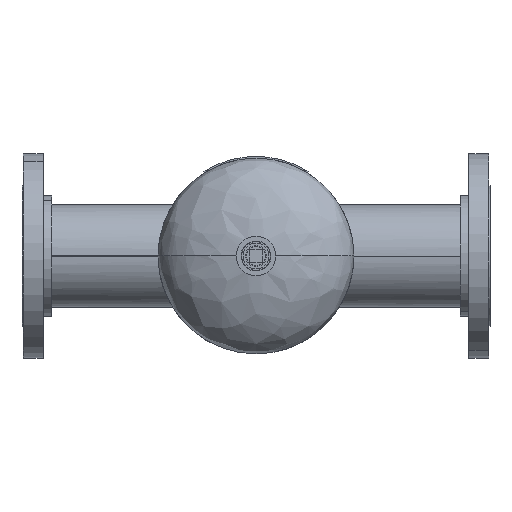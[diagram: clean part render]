
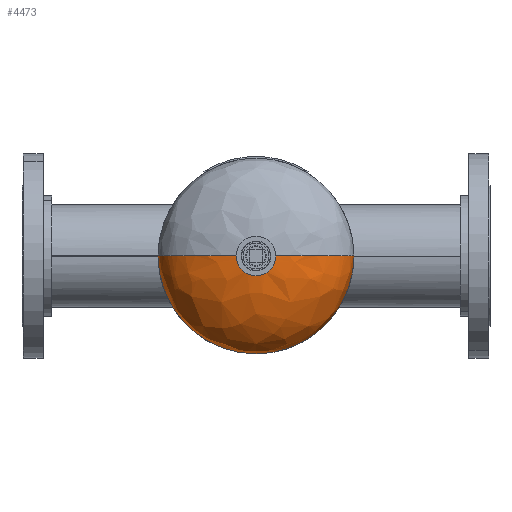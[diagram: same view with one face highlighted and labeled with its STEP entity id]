
A CAD part, front view. The second image highlights one B-rep face of the part: STEP entity #4473.
In plain terms, the highlighted free-form (B-spline) face has degree [3, 3] with [4, 4] control points.
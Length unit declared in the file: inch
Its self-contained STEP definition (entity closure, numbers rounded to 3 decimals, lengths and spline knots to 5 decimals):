
#1 = CARTESIAN_POINT ( 'NONE',  ( 0.75, 3.96469, 0. ) ) ;
#12 = CARTESIAN_POINT ( 'NONE',  ( 0., 3.96469, -0.75 ) ) ;
#245 = CARTESIAN_POINT ( 'NONE',  ( -0.75, 3.96469, 0. ) ) ;
#384 = AXIS2_PLACEMENT_3D ( 'NONE', #6857, #3829, #5684 ) ;
#418 = CARTESIAN_POINT ( 'NONE',  ( 4.3125, 2.85898, 0. ) ) ;
#848 = ORIENTED_EDGE ( 'NONE', *, *, #998, .F. ) ;
#891 =( BOUNDED_CURVE ( )  B_SPLINE_CURVE ( 3, ( #2652, #4458, #6995, #3772 ),
 .UNSPECIFIED., .F., .F. ) 
 B_SPLINE_CURVE_WITH_KNOTS ( ( 4, 4 ),
 ( 0., 1.39599 ),
 .UNSPECIFIED. ) 
 CURVE ( )  GEOMETRIC_REPRESENTATION_ITEM ( )  RATIONAL_B_SPLINE_CURVE ( ( 1., 0.844, 0.844, 1. ) ) 
 REPRESENTATION_ITEM ( '' )  );
#917 = ORIENTED_EDGE ( 'NONE', *, *, #1694, .F. ) ;
#967 = ORIENTED_EDGE ( 'NONE', *, *, #7559, .T. ) ;
#998 = EDGE_CURVE ( 'NONE', #4887, #3169, #7687, .T. ) ;
#1551 = CARTESIAN_POINT ( 'NONE',  ( 0.75, 3.96469, 0. ) ) ;
#1602 = EDGE_LOOP ( 'NONE', ( #4239, #967, #848, #917, #4879 ) ) ;
#1694 = EDGE_CURVE ( 'NONE', #6632, #4887, #4182, .T. ) ;
#1848 = CARTESIAN_POINT ( 'NONE',  ( 2.90565, 3.76013, 0. ) ) ;
#1932 = DIRECTION ( 'NONE',  ( 1., 0., 0. ) ) ;
#1942 = AXIS2_PLACEMENT_3D ( 'NONE', #4956, #7500, #1932 ) ;
#2118 = CARTESIAN_POINT ( 'NONE',  ( -2.90565, 3.76013, 0. ) ) ;
#2146 = AXIS2_PLACEMENT_3D ( 'NONE', #4003, #4607, #2804 ) ;
#2156 = CARTESIAN_POINT ( 'NONE',  ( 4.3125, 1.68275, 0. ) ) ;
#2652 = CARTESIAN_POINT ( 'NONE',  ( -4.3125, 1.68275, 0. ) ) ;
#2804 = DIRECTION ( 'NONE',  ( 1., 0., 0. ) ) ;
#2863 = EDGE_CURVE ( 'NONE', #7042, #6632, #6218, .T. ) ;
#3169 = VERTEX_POINT ( 'NONE', #4709 ) ;
#3402 = CARTESIAN_POINT ( 'NONE',  ( 4.3125, 1.68275, -8.625 ) ) ;
#3772 = CARTESIAN_POINT ( 'NONE',  ( -0.75, 3.96469, 0. ) ) ;
#3829 = DIRECTION ( 'NONE',  ( 0., 1., 0. ) ) ;
#4003 = CARTESIAN_POINT ( 'NONE',  ( 0., 1.68275, 0. ) ) ;
#4182 = CIRCLE ( 'NONE', #1942, 0.75 ) ;
#4239 = ORIENTED_EDGE ( 'NONE', *, *, #4410, .F. ) ;
#4309 = CARTESIAN_POINT ( 'NONE',  ( 4.3125, 1.68275, 0. ) ) ;
#4410 = EDGE_CURVE ( 'NONE', #6613, #7042, #5664, .T. ) ;
#4458 = CARTESIAN_POINT ( 'NONE',  ( -4.3125, 2.85898, 0. ) ) ;
#4473 = ADVANCED_FACE ( 'NONE', ( #5220 ), #7846, .T. ) ;
#4607 = DIRECTION ( 'NONE',  ( 0., -1., 0. ) ) ;
#4620 = CARTESIAN_POINT ( 'NONE',  ( -2.90565, 3.76013, -5.81131 ) ) ;
#4662 = CARTESIAN_POINT ( 'NONE',  ( 4.3125, 2.85898, -8.625 ) ) ;
#4709 = CARTESIAN_POINT ( 'NONE',  ( -0.75, 3.96469, 0. ) ) ;
#4879 = ORIENTED_EDGE ( 'NONE', *, *, #2863, .F. ) ;
#4887 = VERTEX_POINT ( 'NONE', #12 ) ;
#4956 = CARTESIAN_POINT ( 'NONE',  ( 0., 3.96469, 0. ) ) ;
#5220 = FACE_OUTER_BOUND ( 'NONE', #1602, .T. ) ;
#5664 = CIRCLE ( 'NONE', #2146, 4.3125 ) ;
#5684 = DIRECTION ( 'NONE',  ( 1., 0., 0. ) ) ;
#5919 = CARTESIAN_POINT ( 'NONE',  ( -4.3125, 1.68275, 0. ) ) ;
#5945 = CARTESIAN_POINT ( 'NONE',  ( 0.75, 3.96469, 0. ) ) ;
#6218 =( BOUNDED_CURVE ( )  B_SPLINE_CURVE ( 3, ( #4309, #6805, #1848, #1 ),
 .UNSPECIFIED., .F., .F. ) 
 B_SPLINE_CURVE_WITH_KNOTS ( ( 4, 4 ),
 ( 0., 1.39599 ),
 .UNSPECIFIED. ) 
 CURVE ( )  GEOMETRIC_REPRESENTATION_ITEM ( )  RATIONAL_B_SPLINE_CURVE ( ( 1., 0.844, 0.844, 1. ) ) 
 REPRESENTATION_ITEM ( '' )  );
#6403 = CARTESIAN_POINT ( 'NONE',  ( -4.3125, 1.68275, 0. ) ) ;
#6511 = CARTESIAN_POINT ( 'NONE',  ( -4.3125, 2.85898, 0. ) ) ;
#6556 = CARTESIAN_POINT ( 'NONE',  ( 2.90565, 3.76013, 0. ) ) ;
#6613 = VERTEX_POINT ( 'NONE', #6403 ) ;
#6632 = VERTEX_POINT ( 'NONE', #5945 ) ;
#6680 = CARTESIAN_POINT ( 'NONE',  ( 2.90565, 3.76013, -5.81131 ) ) ;
#6805 = CARTESIAN_POINT ( 'NONE',  ( 4.3125, 2.85898, 0. ) ) ;
#6857 = CARTESIAN_POINT ( 'NONE',  ( 0., 3.96469, 0. ) ) ;
#6995 = CARTESIAN_POINT ( 'NONE',  ( -2.90565, 3.76013, 0. ) ) ;
#7042 = VERTEX_POINT ( 'NONE', #7985 ) ;
#7171 = CARTESIAN_POINT ( 'NONE',  ( -4.3125, 1.68275, -8.625 ) ) ;
#7256 = CARTESIAN_POINT ( 'NONE',  ( 0.75, 3.96469, -1.5 ) ) ;
#7500 = DIRECTION ( 'NONE',  ( 0., 1., 0. ) ) ;
#7559 = EDGE_CURVE ( 'NONE', #6613, #3169, #891, .T. ) ;
#7687 = CIRCLE ( 'NONE', #384, 0.75 ) ;
#7728 = CARTESIAN_POINT ( 'NONE',  ( -4.3125, 2.85898, -8.625 ) ) ;
#7846 =( BOUNDED_SURFACE ( )  B_SPLINE_SURFACE ( 3, 3, ( 
 ( #5919, #7171, #3402, #2156 ),
 ( #6511, #7728, #4662, #418 ),
 ( #2118, #4620, #6680, #6556 ),
 ( #245, #7854, #7256, #1551 ) ),
 .UNSPECIFIED., .F., .F., .F. ) 
 B_SPLINE_SURFACE_WITH_KNOTS ( ( 4, 4 ),
 ( 4, 4 ),
 ( 0., 1. ),
 ( 0., 1. ),
 .UNSPECIFIED. ) 
 GEOMETRIC_REPRESENTATION_ITEM ( )  RATIONAL_B_SPLINE_SURFACE ( (
 ( 1., 0.333, 0.333, 1.),
 ( 0.844, 0.281, 0.281, 0.844),
 ( 0.844, 0.281, 0.281, 0.844),
 ( 1., 0.333, 0.333, 1.) ) ) 
 REPRESENTATION_ITEM ( '' )  SURFACE ( )  );
#7854 = CARTESIAN_POINT ( 'NONE',  ( -0.75, 3.96469, -1.5 ) ) ;
#7985 = CARTESIAN_POINT ( 'NONE',  ( 4.3125, 1.68275, 0. ) ) ;
